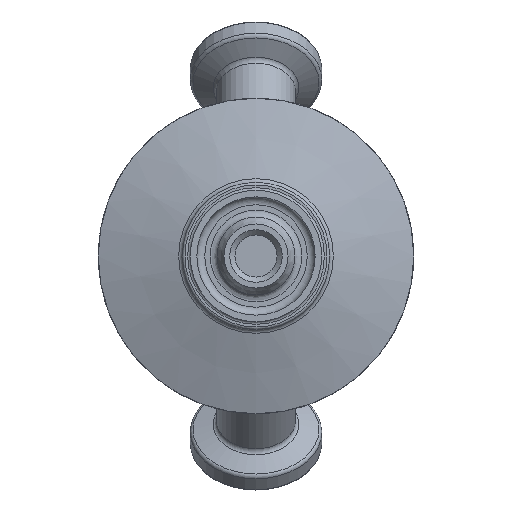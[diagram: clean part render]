
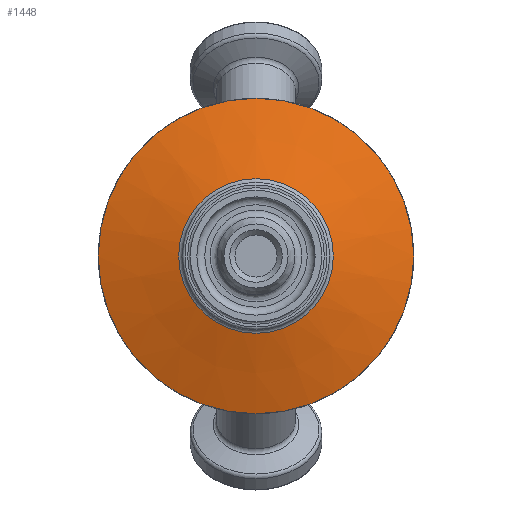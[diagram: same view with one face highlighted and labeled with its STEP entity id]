
A CAD part, front view. The second image highlights one B-rep face of the part: STEP entity #1448.
In plain terms, the highlighted conical face has half-angle 72.646 degrees and reference radius 22.351 mm.
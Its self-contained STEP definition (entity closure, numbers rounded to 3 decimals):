
#60=CONICAL_SURFACE('',#1663,22.351,1.268);
#251=FACE_OUTER_BOUND('',#353,.T.);
#353=EDGE_LOOP('',(#1242,#1243,#1244,#1245,#1246));
#437=LINE('',#2633,#493);
#493=VECTOR('',#2089,22.351);
#524=CIRCLE('',#1533,30.);
#525=CIRCLE('',#1534,30.);
#603=CIRCLE('',#1664,14.702);
#664=VERTEX_POINT('',#2320);
#665=VERTEX_POINT('',#2322);
#737=VERTEX_POINT('',#2632);
#798=EDGE_CURVE('',#664,#665,#524,.T.);
#799=EDGE_CURVE('',#665,#664,#525,.T.);
#911=EDGE_CURVE('',#665,#737,#437,.T.);
#912=EDGE_CURVE('',#737,#737,#603,.T.);
#1242=ORIENTED_EDGE('',*,*,#798,.F.);
#1243=ORIENTED_EDGE('',*,*,#799,.F.);
#1244=ORIENTED_EDGE('',*,*,#911,.T.);
#1245=ORIENTED_EDGE('',*,*,#912,.F.);
#1246=ORIENTED_EDGE('',*,*,#911,.F.);
#1448=ADVANCED_FACE('',(#251),#60,.T.);
#1533=AXIS2_PLACEMENT_3D('',#2323,#1804,#1805);
#1534=AXIS2_PLACEMENT_3D('',#2324,#1806,#1807);
#1663=AXIS2_PLACEMENT_3D('',#2631,#2087,#2088);
#1664=AXIS2_PLACEMENT_3D('',#2634,#2090,#2091);
#1804=DIRECTION('center_axis',(0.,1.,0.));
#1805=DIRECTION('ref_axis',(-1.,0.,0.));
#1806=DIRECTION('center_axis',(0.,1.,0.));
#1807=DIRECTION('ref_axis',(-1.,0.,0.));
#2087=DIRECTION('center_axis',(0.,1.,0.));
#2088=DIRECTION('ref_axis',(0.,0.,
-1.));
#2089=DIRECTION('',(0.,-0.298,-0.954));
#2090=DIRECTION('center_axis',(0.,-1.,0.));
#2091=DIRECTION('ref_axis',(0.,0.,
-1.));
#2320=CARTESIAN_POINT('',(30.,15.,0.));
#2322=CARTESIAN_POINT('',(0.,15.,30.));
#2323=CARTESIAN_POINT('Origin',(0.,15.,0.));
#2324=CARTESIAN_POINT('Origin',(0.,15.,0.));
#2631=CARTESIAN_POINT('Origin',(0.,12.61,0.));
#2632=CARTESIAN_POINT('',(0.,10.219,14.702));
#2633=CARTESIAN_POINT('',(0.,12.61,22.351));
#2634=CARTESIAN_POINT('Origin',(0.,10.219,0.));
